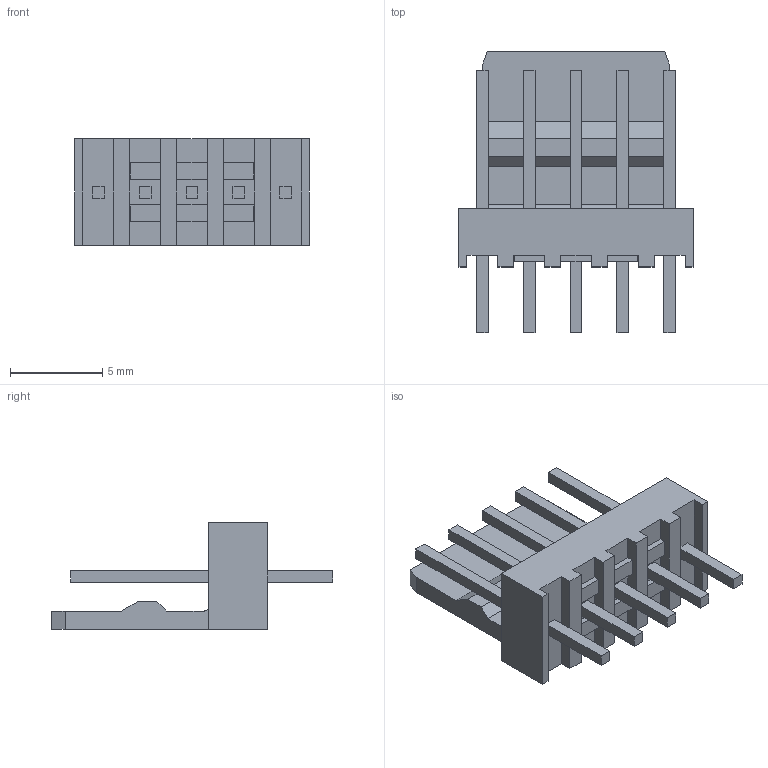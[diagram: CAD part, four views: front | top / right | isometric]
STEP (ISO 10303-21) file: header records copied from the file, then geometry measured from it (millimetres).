
FILE_DESCRIPTION(('STEP AP242'),'1');
FILE_NAME('22-27-2051.stp','2021-01-31T08:22:05',('TraceParts'),('TraceParts S.A.'),'Spatial InterOp 3D',' ',' ');
FILE_SCHEMA(('AP242_MANAGED_MODEL_BASED_3D_ENGINEERING_MIM_LF {1 0 10303 442 1 1 4}'));
Length unit declared in the file: millimetre
Products named in the file (1): 22-27-2051_1
Bounding box: 12.7 x 15.26 x 5.8 mm (x, y, z)
Volume: 324.5 mm3; surface area: 639.8 mm2
Topology: 1 solids, 1 shells, 111 faces, 307 edges, 218 vertices
Faces by surface type: plane 110, cylinder 1
Entity records: 3495 total; most frequent: CARTESIAN_POINT 618, ORIENTED_EDGE 594, DIRECTION 545, EDGE_CURVE 297, LINE 295, VECTOR 295, VERTEX_POINT 198, AXIS2_PLACEMENT_3D 125
